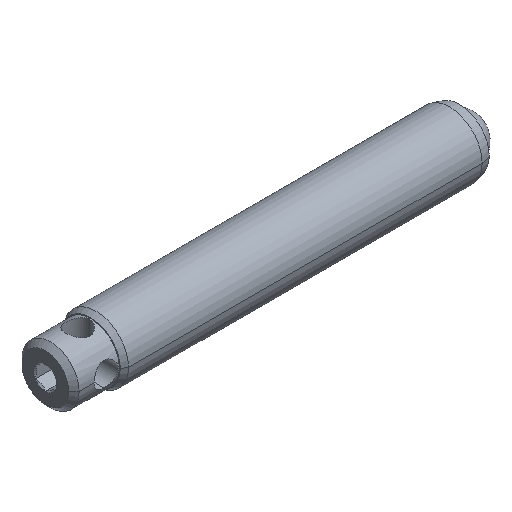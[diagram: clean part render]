
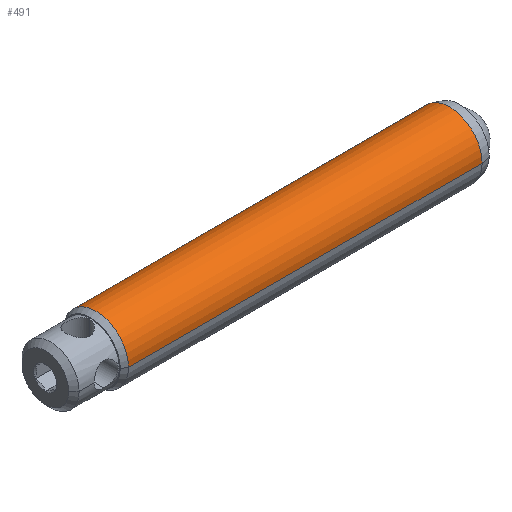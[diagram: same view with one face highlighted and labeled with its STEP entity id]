
A CAD part, isometric view. The second image highlights one B-rep face of the part: STEP entity #491.
In plain terms, the highlighted cylindrical face has radius 3.175 mm (diameter 6.35 mm), a partial arc.
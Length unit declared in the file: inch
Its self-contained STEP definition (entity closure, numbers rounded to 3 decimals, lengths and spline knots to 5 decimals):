
#19 = CARTESIAN_POINT ( 'NONE',  ( 1.11117, 0.125, 0. ) ) ;
#70 = DIRECTION ( 'NONE',  ( 1., 0., 0. ) ) ;
#136 = CARTESIAN_POINT ( 'NONE',  ( 1.22018, 0.125, 0. ) ) ;
#161 = EDGE_CURVE ( 'NONE', #1796, #561, #223, .T. ) ;
#223 = CIRCLE ( 'NONE', #1340, 0.125 ) ;
#250 = ORIENTED_EDGE ( 'NONE', *, *, #961, .F. ) ;
#398 = CARTESIAN_POINT ( 'NONE',  ( 1.22018, 0., 0. ) ) ;
#466 = CARTESIAN_POINT ( 'NONE',  ( 1.22018, -0.125, 0. ) ) ;
#491 = ADVANCED_FACE ( 'NONE', ( #575 ), #817, .T. ) ;
#508 = LINE ( 'NONE', #19, #1347 ) ;
#510 = CIRCLE ( 'NONE', #554, 0.125 ) ;
#554 = AXIS2_PLACEMENT_3D ( 'NONE', #398, #1577, #569 ) ;
#561 = VERTEX_POINT ( 'NONE', #1801 ) ;
#569 = DIRECTION ( 'NONE',  ( 0., 1., 0. ) ) ;
#575 = FACE_OUTER_BOUND ( 'NONE', #1331, .T. ) ;
#586 = ORIENTED_EDGE ( 'NONE', *, *, #1879, .F. ) ;
#678 = DIRECTION ( 'NONE',  ( 1., 0., 0. ) ) ;
#734 = EDGE_CURVE ( 'NONE', #561, #1426, #1846, .T. ) ;
#817 = CYLINDRICAL_SURFACE ( 'NONE', #2181, 0.125 ) ;
#961 = EDGE_CURVE ( 'NONE', #1796, #1471, #508, .T. ) ;
#1100 = DIRECTION ( 'NONE',  ( 0., 1., 0. ) ) ;
#1199 = DIRECTION ( 'NONE',  ( 1., 0., 0. ) ) ;
#1200 = DIRECTION ( 'NONE',  ( 1., 0., 0. ) ) ;
#1331 = EDGE_LOOP ( 'NONE', ( #1803, #2044, #586, #250 ) ) ;
#1340 = AXIS2_PLACEMENT_3D ( 'NONE', #1702, #678, #1886 ) ;
#1347 = VECTOR ( 'NONE', #1199, 39.37008 ) ;
#1376 = VECTOR ( 'NONE', #1200, 39.37008 ) ;
#1426 = VERTEX_POINT ( 'NONE', #466 ) ;
#1471 = VERTEX_POINT ( 'NONE', #136 ) ;
#1554 = CARTESIAN_POINT ( 'NONE',  ( -0.1425, 0.125, 0. ) ) ;
#1577 = DIRECTION ( 'NONE',  ( 1., 0., 0. ) ) ;
#1578 = CARTESIAN_POINT ( 'NONE',  ( 1.11117, 0., 0. ) ) ;
#1616 = CARTESIAN_POINT ( 'NONE',  ( 1.11117, -0.125, 0. ) ) ;
#1702 = CARTESIAN_POINT ( 'NONE',  ( -0.1425, 0., 0. ) ) ;
#1796 = VERTEX_POINT ( 'NONE', #1554 ) ;
#1801 = CARTESIAN_POINT ( 'NONE',  ( -0.1425, -0.125, 0. ) ) ;
#1803 = ORIENTED_EDGE ( 'NONE', *, *, #161, .T. ) ;
#1846 = LINE ( 'NONE', #1616, #1376 ) ;
#1879 = EDGE_CURVE ( 'NONE', #1471, #1426, #510, .T. ) ;
#1886 = DIRECTION ( 'NONE',  ( 0., 1., 0. ) ) ;
#2044 = ORIENTED_EDGE ( 'NONE', *, *, #734, .T. ) ;
#2181 = AXIS2_PLACEMENT_3D ( 'NONE', #1578, #70, #1100 ) ;
